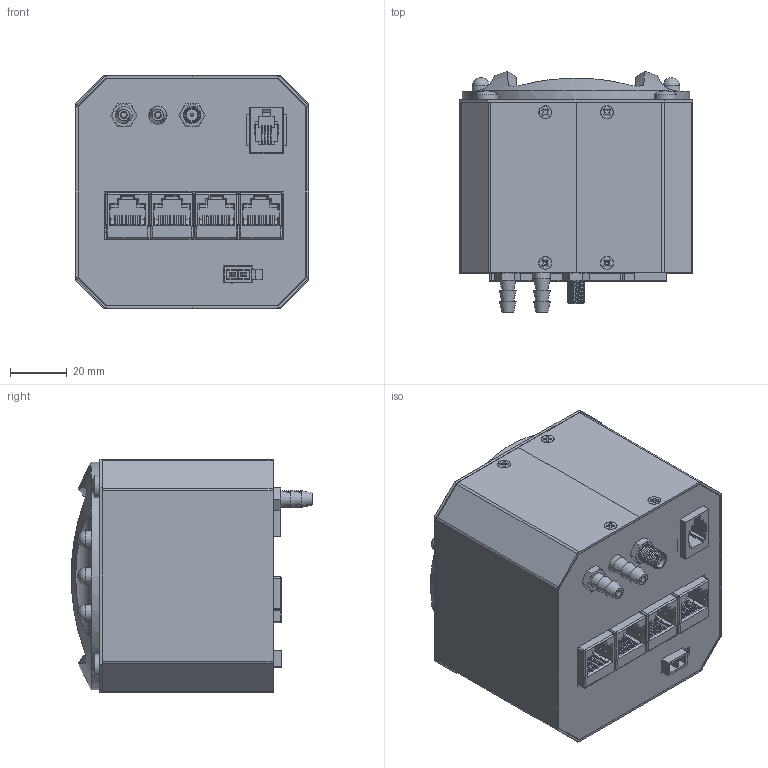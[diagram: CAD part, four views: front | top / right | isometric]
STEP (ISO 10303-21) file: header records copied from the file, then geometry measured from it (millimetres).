
FILE_DESCRIPTION(('FreeCAD Model'),'2;1');
FILE_NAME('emsis.step', '2020-07-03T08:23:04',('Author'),(''), 'Open CASCADE STEP processor 7.3','FreeCAD','Unknown');
FILE_SCHEMA(('AUTOMOTIVE_DESIGN { 1 0 10303 214 1 1 1 1 }'));
Length unit declared in the file: millimetre
Products named in the file (67): Emsis_80; M5-Nut002; Display; Button_2; Button_3; Button_4; Button_5; Button_6; SideCover; SideCover001; BackCover; Assem1; use; use_Pin; Pin_short001; Pin_short; Pin_long001; Pin_long; Assem002; use001; use_Pin001; Pin_short002; Pin_short003; Pin_long003; Pin_long002; Assem003; use002; use_Pin002; Pin_short004; Pin_short005; Pin_long005; Pin_long004; Assem004; use003; use_Pin003; Pin_short007; Pin_short006; Pin_long007; Pin_long006; Assem005 ...
Assembly tree (91 placements, depth 4):
  Emsis_80
    M5-Nut002
    Display
    Button_2
    Button_3
    Button_4
    Button_5
    Button_6
    SideCover
    SideCover001
    BackCover
    Assem1
  use
  use_Pin
      Pin_short001
        Pin_short  x4
      Pin_long001
        Pin_long  x4
    Assem002
  use001
  use_Pin001
      Pin_short002
        Pin_short003  x4
      Pin_long003
        Pin_long002  x4
    Assem003
  use002
  use_Pin002
      Pin_short004
        Pin_short005  x4
      Pin_long005
        Pin_long004  x4
    Assem004
  use003
  use_Pin003
      Pin_short007
        Pin_short006  x4
      Pin_long007
        Pin_long006  x4
    Assem005
      pin1
      pin3
      pin2
      pin4
      housing
    Assem006
      64900221122
      6490xx21122_PIN001
        6490xx21122_PIN  x2
    PrikljucekZrak_01
    PrikljucekZrak_002
    SMA_Jack_panel_mount_RG175
    M4x6-Screw
    M4x6-Screw001
    M4x6-Screw002
    M4x6-Screw003
    M2.5x3-Screw
    M2.5x3-Screw008
    M2.5x3-Screw009
    M2.5x3-Screw010
Bounding box: 82 x 84.91 x 82 mm (x, y, z)
Volume: 78302.5 mm3; surface area: 93598.3 mm2
Topology: 79 solids, 79 shells, 3843 faces, 11335 edges, 8496 vertices
Faces by surface type: plane 2910, cylinder 701, cone 120, torus 59, sphere 21, revolution 18, bspline 14
Full cylindrical faces by diameter (mm): 0.9 x8, 1.8 x2, 2 x2, 2.4 x2, 2.5 x16, 3 x2, 4 x8, 4.134 x2, 4.4 x8, 4.5 x8, 6 x8, 6.4 x6, 6.5 x3, 8 x4, 80 x1
Entity records: 129104 total; most frequent: CARTESIAN_POINT 32152, ORIENTED_EDGE 17602, DIRECTION 17541, EDGE_CURVE 8801, LINE 7175, VECTOR 7175, VERTEX_POINT 5686, AXIS2_PLACEMENT_3D 5174
